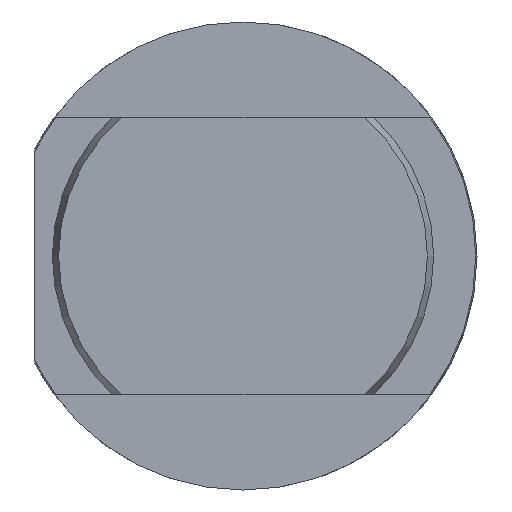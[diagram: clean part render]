
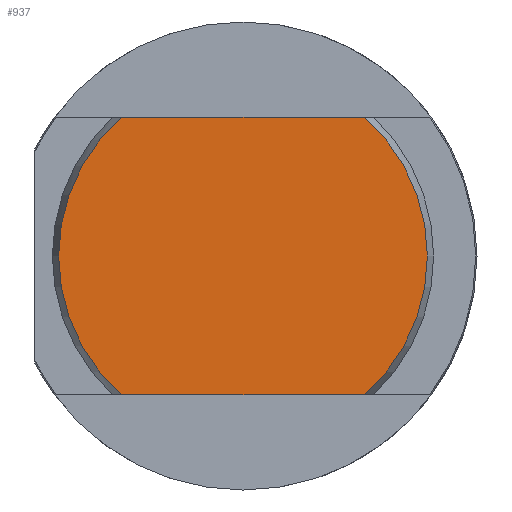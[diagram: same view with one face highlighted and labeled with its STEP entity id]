
A CAD part, left-side view. The second image highlights one B-rep face of the part: STEP entity #937.
In plain terms, the highlighted planar face has unit normal (-1, 0, 0).
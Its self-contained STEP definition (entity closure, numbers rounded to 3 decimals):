
#536 = EDGE_CURVE ( 'NONE', #3607, #3623, #1127, .T. ) ;
#548 = EDGE_CURVE ( 'NONE', #3607, #3555, #1134, .T. ) ;
#549 = EDGE_CURVE ( 'NONE', #3569, #3555, #1140, .T. ) ;
#550 = EDGE_CURVE ( 'NONE', #3569, #3623, #1129, .T. ) ;
#737 = AXIS2_PLACEMENT_3D ( 'NONE', #1849, #1854, #1855 ) ;
#742 = AXIS2_PLACEMENT_3D ( 'NONE', #1885, #1897, #1898 ) ;
#811 = AXIS2_PLACEMENT_3D ( 'NONE', #2260, #2263, #2264 ) ;
#937 = ADVANCED_FACE ( 'NONE', ( #1317 ), #2261, .F. ) ;
#1127 = CIRCLE ( 'NONE', #737, 10.636 ) ;
#1129 = LINE ( 'NONE', #1899, #1136 ) ;
#1134 = LINE ( 'NONE', #1894, #1135 ) ;
#1135 = VECTOR ( 'NONE', #1895, 1000. ) ;
#1136 = VECTOR ( 'NONE', #1900, 1000. ) ;
#1140 = CIRCLE ( 'NONE', #742, 10.636 ) ;
#1317 = FACE_OUTER_BOUND ( 'NONE', #3949, .T. ) ;
#1849 = CARTESIAN_POINT ( 'NONE',  ( 0., 0., 0. ) ) ;
#1854 = DIRECTION ( 'NONE',  ( -1., 0., 0. ) ) ;
#1855 = DIRECTION ( 'NONE',  ( 0., 0., -1. ) ) ;
#1885 = CARTESIAN_POINT ( 'NONE',  ( 0., 0., 0. ) ) ;
#1894 = CARTESIAN_POINT ( 'NONE',  ( 0., 12.75, -8. ) ) ;
#1895 = DIRECTION ( 'NONE',  ( 0., 1., 0. ) ) ;
#1897 = DIRECTION ( 'NONE',  ( -1., 0., 0. ) ) ;
#1898 = DIRECTION ( 'NONE',  ( 0., 0., -1. ) ) ;
#1899 = CARTESIAN_POINT ( 'NONE',  ( 0., 12.75, 8. ) ) ;
#1900 = DIRECTION ( 'NONE',  ( 0., -1., 0. ) ) ;
#2260 = CARTESIAN_POINT ( 'NONE',  ( 0., 0., 0. ) ) ;
#2261 = PLANE ( 'NONE',  #811 ) ;
#2263 = DIRECTION ( 'NONE',  ( 1., 0., 0. ) ) ;
#2264 = DIRECTION ( 'NONE',  ( 0., 0., -1. ) ) ;
#2496 = CARTESIAN_POINT ( 'NONE',  ( 0., 7.009, -8. ) ) ;
#2510 = CARTESIAN_POINT ( 'NONE',  ( 0., 7.009, 8. ) ) ;
#2548 = CARTESIAN_POINT ( 'NONE',  ( 0., -7.009, -8. ) ) ;
#2564 = CARTESIAN_POINT ( 'NONE',  ( 0., -7.009, 8. ) ) ;
#3217 = ORIENTED_EDGE ( 'NONE', *, *, #548, .F. ) ;
#3222 = ORIENTED_EDGE ( 'NONE', *, *, #549, .T. ) ;
#3268 = ORIENTED_EDGE ( 'NONE', *, *, #550, .F. ) ;
#3340 = ORIENTED_EDGE ( 'NONE', *, *, #536, .T. ) ;
#3555 = VERTEX_POINT ( 'NONE', #2496 ) ;
#3569 = VERTEX_POINT ( 'NONE', #2510 ) ;
#3607 = VERTEX_POINT ( 'NONE', #2548 ) ;
#3623 = VERTEX_POINT ( 'NONE', #2564 ) ;
#3949 = EDGE_LOOP ( 'NONE', ( #3222, #3217, #3340, #3268 ) ) ;
